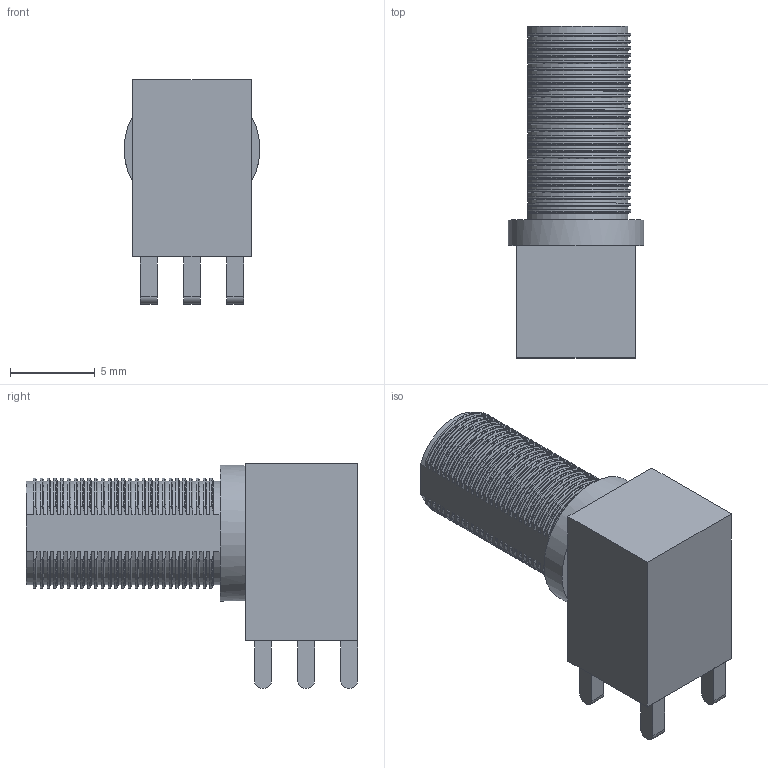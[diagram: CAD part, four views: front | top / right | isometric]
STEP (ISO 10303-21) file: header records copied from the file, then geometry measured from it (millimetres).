
FILE_DESCRIPTION(/* description */ ('model of SMA_Molex_73251-2200_Horizontal'),/* implementation_level */ '2;1');
FILE_NAME(/* name */ 'SMA_Molex_73251-2200_Horizontal.step',/* time_stamp */ '2019-01-01T19:56:36',/* author */ ('kicad StepUp','ksu'),/* organization */ ('FreeCAD'),/* preprocessor_version */ 'OCC',/* originating_system */ 'kicad StepUp',/* authorisation */ '');
FILE_SCHEMA(('AUTOMOTIVE_DESIGN { 1 0 10303 214 1 1 1 1 }'));
Length unit declared in the file: millimetre
Products named in the file (1): SMA_Molex_73251_2200
Bounding box: 8 x 19.55 x 13.23 mm (x, y, z)
Volume: 870.5 mm3; surface area: 906.6 mm2
Topology: 1 solids, 1 shells, 216 faces, 612 edges, 407 vertices
Faces by surface type: plane 94, cylinder 68, cone 54
Full cylindrical faces by diameter (mm): 0.4 x1, 4.5 x1, 8 x1
Entity records: 8680 total; most frequent: DIRECTION 1349, CARTESIAN_POINT 1236, ORIENTED_EDGE 1224, EDGE_CURVE 612, AXIS2_PLACEMENT_3D 520, VERTEX_POINT 407, LINE 309, VECTOR 309
